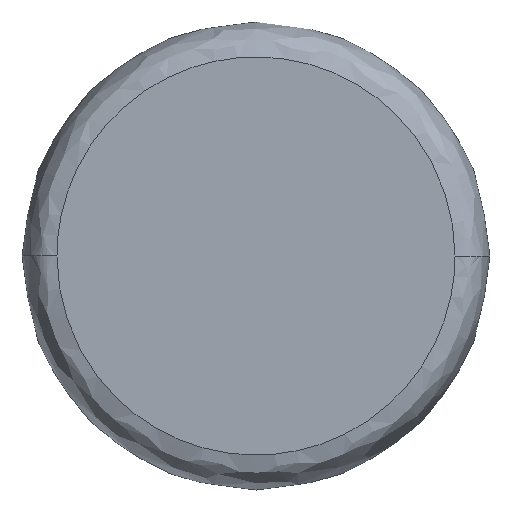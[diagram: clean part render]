
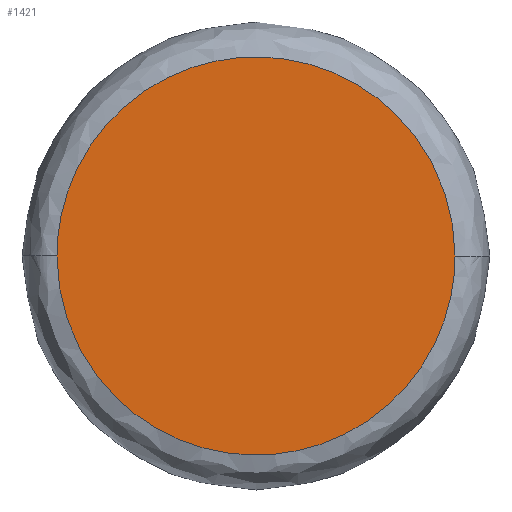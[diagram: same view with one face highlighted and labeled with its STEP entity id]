
A CAD part, left-side view. The second image highlights one B-rep face of the part: STEP entity #1421.
In plain terms, the highlighted planar face has unit normal (-1, 0, 0).
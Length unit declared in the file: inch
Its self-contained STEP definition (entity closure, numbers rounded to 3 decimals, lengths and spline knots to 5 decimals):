
#2 = CARTESIAN_POINT ( 'NONE',  ( -0.07283, -0.02679, 0.02946 ) ) ;
#47 = CARTESIAN_POINT ( 'NONE',  ( -0.07283, 0.02679, 0.03629 ) ) ;
#99 = CARTESIAN_POINT ( 'NONE',  ( -0.07283, 0.01764, 0.01263 ) ) ;
#152 = CARTESIAN_POINT ( 'NONE',  ( -0.07283, -0.02656, 0.03708 ) ) ;
#177 = CARTESIAN_POINT ( 'NONE',  ( -0.07283, -0.00339, 0.05966 ) ) ;
#212 = CARTESIAN_POINT ( 'NONE',  ( -0.07283, -0.02197, 0.01734 ) ) ;
#220 = CARTESIAN_POINT ( 'NONE',  ( -0.07283, -0.0042, 0.00632 ) ) ;
#260 = EDGE_LOOP ( 'NONE', ( #1401, #661 ) ) ;
#284 = CARTESIAN_POINT ( 'NONE',  ( -0.07283, 0.00665, 0.05884 ) ) ;
#291 = CARTESIAN_POINT ( 'NONE',  ( -0.07283, -0.01156, 0.05706 ) ) ;
#305 = CARTESIAN_POINT ( 'NONE',  ( -0.07283, 0.01634, 0.05442 ) ) ;
#310 = CARTESIAN_POINT ( 'NONE',  ( -0.07283, 0.02616, 0.03958 ) ) ;
#426 = B_SPLINE_CURVE_WITH_KNOTS ( 'NONE', 3,
 ( #1366, #1073, #152, #1089, #1077, #1499, #1503, #963, #446, #1082, #1631, #291, #825, #1227, #177, #460, #1625, #284, #1210, #1618, #562, #305, #1097, #832, #1360, #454, #1483, #310, #47, #435 ),
 .UNSPECIFIED., .F., .F.,
 ( 4, 1, 2, 2, 2, 1, 2, 2, 2, 1, 2, 2, 2, 1, 2, 2, 4 ),
 ( 0., 0.0625, 0.09375, 0.125, 0.25, 0.3125, 0.34375, 0.375, 0.5, 0.5625, 0.59375, 0.625, 0.75, 0.8125, 0.84375, 0.875, 1. ),
 .UNSPECIFIED. ) ;
#435 = CARTESIAN_POINT ( 'NONE',  ( -0.07283, 0.02679, 0.03287 ) ) ;
#446 = CARTESIAN_POINT ( 'NONE',  ( -0.07283, -0.01764, 0.05312 ) ) ;
#454 = CARTESIAN_POINT ( 'NONE',  ( -0.07283, 0.02419, 0.04444 ) ) ;
#460 = CARTESIAN_POINT ( 'NONE',  ( -0.07283, 0.0017, 0.05967 ) ) ;
#487 = CARTESIAN_POINT ( 'NONE',  ( -0.07283, 0.00671, 0.00671 ) ) ;
#493 = CARTESIAN_POINT ( 'NONE',  ( -0.07283, -0.02335, 0.01969 ) ) ;
#511 = CARTESIAN_POINT ( 'NONE',  ( -0.07283, 0.02525, 0.02387 ) ) ;
#524 = VERTEX_POINT ( 'NONE', #1699 ) ;
#562 = CARTESIAN_POINT ( 'NONE',  ( -0.07283, 0.01329, 0.05643 ) ) ;
#567 = DIRECTION ( 'NONE',  ( -1., 0., 0. ) ) ;
#629 = CARTESIAN_POINT ( 'NONE',  ( -0.07283, 0.02356, 0.01958 ) ) ;
#661 = ORIENTED_EDGE ( 'NONE', *, *, #1407, .T. ) ;
#664 = B_SPLINE_CURVE_WITH_KNOTS ( 'NONE', 3,
 ( #1507, #1002, #1148, #1556, #1285, #511, #629, #1430, #99, #1021, #1271, #1126, #1258, #487, #873, #1404, #220, #1532, #741, #1661, #869, #995, #1137, #212, #493, #748, #1671, #776, #2, #918 ),
 .UNSPECIFIED., .F., .F.,
 ( 4, 1, 2, 2, 2, 1, 2, 2, 2, 1, 2, 2, 2, 1, 2, 2, 4 ),
 ( 0., 0.0625, 0.09375, 0.125, 0.25, 0.3125, 0.34375, 0.375, 0.5, 0.5625, 0.59375, 0.625, 0.75, 0.8125, 0.84375, 0.875, 1. ),
 .UNSPECIFIED. ) ;
#741 = CARTESIAN_POINT ( 'NONE',  ( -0.07283, -0.00826, 0.00737 ) ) ;
#748 = CARTESIAN_POINT ( 'NONE',  ( -0.07283, -0.02419, 0.02131 ) ) ;
#750 = CARTESIAN_POINT ( 'NONE',  ( -0.07283, -0.02679, 0.03287 ) ) ;
#776 = CARTESIAN_POINT ( 'NONE',  ( -0.07283, -0.02616, 0.02617 ) ) ;
#819 = DIRECTION ( 'NONE',  ( 0., 0., 1. ) ) ;
#825 = CARTESIAN_POINT ( 'NONE',  ( -0.07283, -0.01065, 0.05747 ) ) ;
#832 = CARTESIAN_POINT ( 'NONE',  ( -0.07283, 0.02197, 0.0484 ) ) ;
#840 = PLANE ( 'NONE',  #1279 ) ;
#865 = EDGE_CURVE ( 'NONE', #524, #1356, #664, .T. ) ;
#869 = CARTESIAN_POINT ( 'NONE',  ( -0.07283, -0.01329, 0.00932 ) ) ;
#873 = CARTESIAN_POINT ( 'NONE',  ( -0.07283, 0.00339, 0.00608 ) ) ;
#918 = CARTESIAN_POINT ( 'NONE',  ( -0.07283, -0.02679, 0.03287 ) ) ;
#963 = CARTESIAN_POINT ( 'NONE',  ( -0.07283, -0.02155, 0.04921 ) ) ;
#995 = CARTESIAN_POINT ( 'NONE',  ( -0.07283, -0.01634, 0.01133 ) ) ;
#1002 = CARTESIAN_POINT ( 'NONE',  ( -0.07283, 0.02679, 0.03117 ) ) ;
#1021 = CARTESIAN_POINT ( 'NONE',  ( -0.07283, 0.01553, 0.0109 ) ) ;
#1073 = CARTESIAN_POINT ( 'NONE',  ( -0.07283, -0.02679, 0.03457 ) ) ;
#1077 = CARTESIAN_POINT ( 'NONE',  ( -0.07283, -0.0255, 0.04114 ) ) ;
#1082 = CARTESIAN_POINT ( 'NONE',  ( -0.07283, -0.01553, 0.05485 ) ) ;
#1089 = CARTESIAN_POINT ( 'NONE',  ( -0.07283, -0.02597, 0.03953 ) ) ;
#1097 = CARTESIAN_POINT ( 'NONE',  ( -0.07283, 0.02025, 0.05052 ) ) ;
#1126 = CARTESIAN_POINT ( 'NONE',  ( -0.07283, 0.01156, 0.00869 ) ) ;
#1137 = CARTESIAN_POINT ( 'NONE',  ( -0.07283, -0.02025, 0.01523 ) ) ;
#1148 = CARTESIAN_POINT ( 'NONE',  ( -0.07283, 0.02656, 0.02867 ) ) ;
#1210 = CARTESIAN_POINT ( 'NONE',  ( -0.07283, 0.00826, 0.05837 ) ) ;
#1227 = CARTESIAN_POINT ( 'NONE',  ( -0.07283, -0.00671, 0.05904 ) ) ;
#1258 = CARTESIAN_POINT ( 'NONE',  ( -0.07283, 0.01065, 0.00828 ) ) ;
#1271 = CARTESIAN_POINT ( 'NONE',  ( -0.07283, 0.01318, 0.00953 ) ) ;
#1279 = AXIS2_PLACEMENT_3D ( 'NONE', #1372, #567, #819 ) ;
#1285 = CARTESIAN_POINT ( 'NONE',  ( -0.07283, 0.0255, 0.02461 ) ) ;
#1326 = FACE_OUTER_BOUND ( 'NONE', #260, .T. ) ;
#1356 = VERTEX_POINT ( 'NONE', #750 ) ;
#1360 = CARTESIAN_POINT ( 'NONE',  ( -0.07283, 0.02335, 0.04605 ) ) ;
#1366 = CARTESIAN_POINT ( 'NONE',  ( -0.07283, -0.02679, 0.03287 ) ) ;
#1372 = CARTESIAN_POINT ( 'NONE',  ( -0.07283, -0.02733, 0.00555 ) ) ;
#1401 = ORIENTED_EDGE ( 'NONE', *, *, #865, .T. ) ;
#1404 = CARTESIAN_POINT ( 'NONE',  ( -0.07283, -0.0017, 0.00608 ) ) ;
#1407 = EDGE_CURVE ( 'NONE', #1356, #524, #426, .T. ) ;
#1421 = ADVANCED_FACE ( 'NONE', ( #1326 ), #840, .T. ) ;
#1430 = CARTESIAN_POINT ( 'NONE',  ( -0.07283, 0.02155, 0.01654 ) ) ;
#1483 = CARTESIAN_POINT ( 'NONE',  ( -0.07283, 0.0246, 0.04353 ) ) ;
#1499 = CARTESIAN_POINT ( 'NONE',  ( -0.07283, -0.02525, 0.04188 ) ) ;
#1503 = CARTESIAN_POINT ( 'NONE',  ( -0.07283, -0.02356, 0.04616 ) ) ;
#1507 = CARTESIAN_POINT ( 'NONE',  ( -0.07283, 0.02679, 0.03287 ) ) ;
#1532 = CARTESIAN_POINT ( 'NONE',  ( -0.07283, -0.00665, 0.0069 ) ) ;
#1556 = CARTESIAN_POINT ( 'NONE',  ( -0.07283, 0.02597, 0.02622 ) ) ;
#1618 = CARTESIAN_POINT ( 'NONE',  ( -0.07283, 0.009, 0.05812 ) ) ;
#1625 = CARTESIAN_POINT ( 'NONE',  ( -0.07283, 0.0042, 0.05943 ) ) ;
#1631 = CARTESIAN_POINT ( 'NONE',  ( -0.07283, -0.01318, 0.05622 ) ) ;
#1661 = CARTESIAN_POINT ( 'NONE',  ( -0.07283, -0.009, 0.00762 ) ) ;
#1671 = CARTESIAN_POINT ( 'NONE',  ( -0.07283, -0.0246, 0.02222 ) ) ;
#1699 = CARTESIAN_POINT ( 'NONE',  ( -0.07283, 0.02679, 0.03287 ) ) ;
